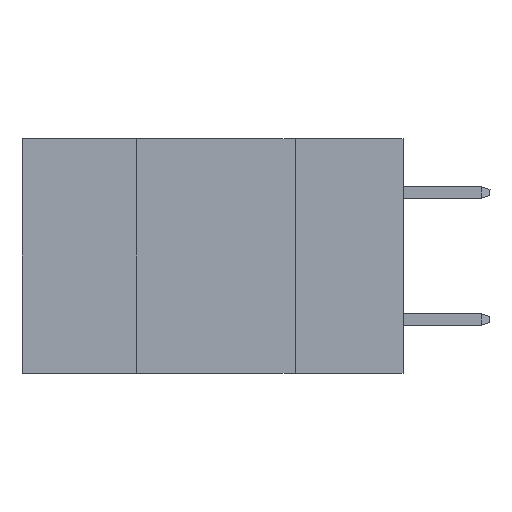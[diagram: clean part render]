
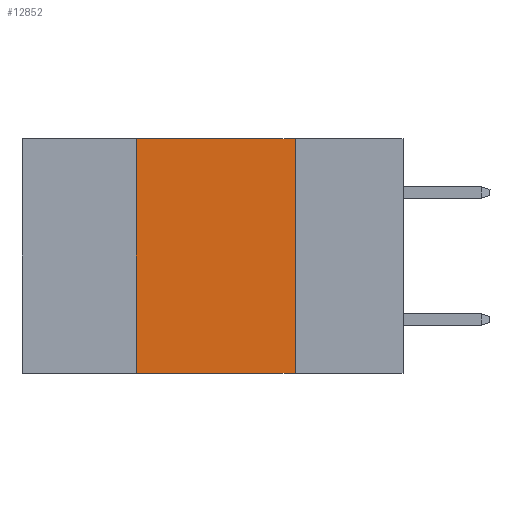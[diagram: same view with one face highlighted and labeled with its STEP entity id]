
A CAD part, left-side view. The second image highlights one B-rep face of the part: STEP entity #12852.
In plain terms, the highlighted planar face has unit normal (-1, 0, 0).
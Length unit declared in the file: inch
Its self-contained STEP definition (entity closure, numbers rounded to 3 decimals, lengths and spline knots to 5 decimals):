
#208 = VERTEX_POINT ( 'NONE', #13579 ) ;
#640 = LINE ( 'NONE', #12731, #15225 ) ;
#911 = VERTEX_POINT ( 'NONE', #10392 ) ;
#981 = EDGE_CURVE ( 'NONE', #911, #208, #5957, .T. ) ;
#1010 = DIRECTION ( 'NONE',  ( 0., 0., 1. ) ) ;
#1315 = ORIENTED_EDGE ( 'NONE', *, *, #4441, .F. ) ;
#1924 = EDGE_CURVE ( 'NONE', #10983, #208, #11809, .T. ) ;
#1928 = AXIS2_PLACEMENT_3D ( 'NONE', #8601, #9724, #10798 ) ;
#2236 = DIRECTION ( 'NONE',  ( 0., -1., 0. ) ) ;
#2498 = CARTESIAN_POINT ( 'NONE',  ( 0., 0.42, 0. ) ) ;
#3441 = CARTESIAN_POINT ( 'NONE',  ( 0., 0.42, -0.37 ) ) ;
#4048 = ORIENTED_EDGE ( 'NONE', *, *, #981, .F. ) ;
#4286 = DIRECTION ( 'NONE',  ( 0., -1., 0. ) ) ;
#4441 = EDGE_CURVE ( 'NONE', #5815, #911, #640, .T. ) ;
#5173 = VECTOR ( 'NONE', #1010, 39.37008 ) ;
#5486 = ORIENTED_EDGE ( 'NONE', *, *, #14900, .F. ) ;
#5793 = CARTESIAN_POINT ( 'NONE',  ( 0., 0.6, -0.37 ) ) ;
#5815 = VERTEX_POINT ( 'NONE', #6729 ) ;
#5957 = LINE ( 'NONE', #11805, #8809 ) ;
#6158 = PLANE ( 'NONE',  #1928 ) ;
#6729 = CARTESIAN_POINT ( 'NONE',  ( 0., 0.42, 0. ) ) ;
#7175 = FACE_OUTER_BOUND ( 'NONE', #13362, .T. ) ;
#8601 = CARTESIAN_POINT ( 'NONE',  ( 0., 0.6, 0. ) ) ;
#8809 = VECTOR ( 'NONE', #12917, 39.37008 ) ;
#9339 = VECTOR ( 'NONE', #2236, 39.37008 ) ;
#9724 = DIRECTION ( 'NONE',  ( 1., 0., 0. ) ) ;
#10392 = CARTESIAN_POINT ( 'NONE',  ( 0., 0.17, 0. ) ) ;
#10798 = DIRECTION ( 'NONE',  ( 0., 0., -1. ) ) ;
#10983 = VERTEX_POINT ( 'NONE', #3441 ) ;
#11805 = CARTESIAN_POINT ( 'NONE',  ( 0., 0.17, 0. ) ) ;
#11809 = LINE ( 'NONE', #5793, #9339 ) ;
#12731 = CARTESIAN_POINT ( 'NONE',  ( 0., 0.6, 0. ) ) ;
#12852 = ADVANCED_FACE ( 'NONE', ( #7175 ), #6158, .F. ) ;
#12917 = DIRECTION ( 'NONE',  ( 0., 0., -1. ) ) ;
#13362 = EDGE_LOOP ( 'NONE', ( #4048, #1315, #5486, #15315 ) ) ;
#13579 = CARTESIAN_POINT ( 'NONE',  ( 0., 0.17, -0.37 ) ) ;
#14900 = EDGE_CURVE ( 'NONE', #10983, #5815, #15178, .T. ) ;
#15178 = LINE ( 'NONE', #2498, #5173 ) ;
#15225 = VECTOR ( 'NONE', #4286, 39.37008 ) ;
#15315 = ORIENTED_EDGE ( 'NONE', *, *, #1924, .T. ) ;
